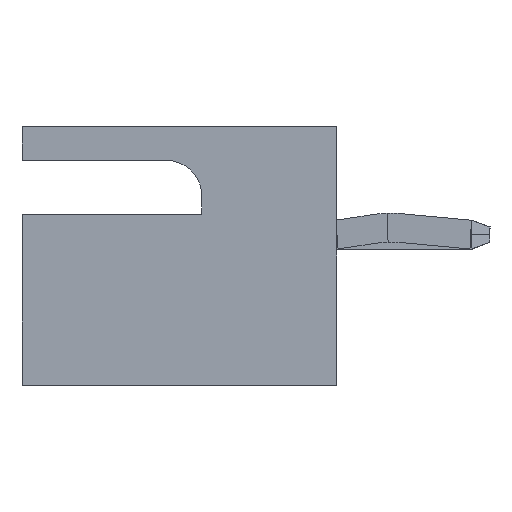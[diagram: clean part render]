
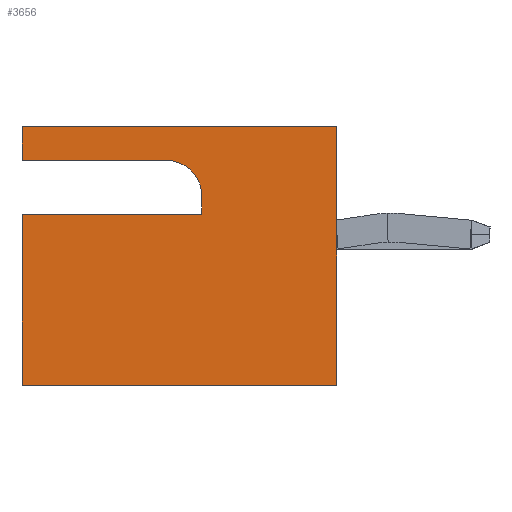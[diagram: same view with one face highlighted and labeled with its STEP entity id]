
A CAD part, left-side view. The second image highlights one B-rep face of the part: STEP entity #3656.
In plain terms, the highlighted planar face has unit normal (-1, 0, 0).
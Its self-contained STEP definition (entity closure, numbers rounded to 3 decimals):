
#24 = ORIENTED_EDGE ( 'NONE', *, *, #4731, .T. ) ;
#59 = CARTESIAN_POINT ( 'NONE',  ( -18.75, 7., 2.875 ) ) ;
#137 = CARTESIAN_POINT ( 'NONE',  ( -18.75, 0., 2.875 ) ) ;
#409 = LINE ( 'NONE', #4307, #6079 ) ;
#477 = EDGE_CURVE ( 'NONE', #6278, #4215, #2477, .T. ) ;
#509 = ORIENTED_EDGE ( 'NONE', *, *, #591, .T. ) ;
#525 = ORIENTED_EDGE ( 'NONE', *, *, #2944, .T. ) ;
#591 = EDGE_CURVE ( 'NONE', #7639, #4451, #3267, .T. ) ;
#652 = CARTESIAN_POINT ( 'NONE',  ( -18.75, 7., -2.875 ) ) ;
#715 = VERTEX_POINT ( 'NONE', #137 ) ;
#925 = CIRCLE ( 'NONE', #5562, 0.8 ) ;
#1012 = CARTESIAN_POINT ( 'NONE',  ( -18.75, 0., -2.875 ) ) ;
#1035 = CARTESIAN_POINT ( 'NONE',  ( -18.75, 7., 2.875 ) ) ;
#1045 = CARTESIAN_POINT ( 'NONE',  ( -18.75, 7., 0.925 ) ) ;
#1060 = EDGE_CURVE ( 'NONE', #4451, #715, #3649, .T. ) ;
#1077 = DIRECTION ( 'NONE',  ( 0., 0., -1. ) ) ;
#1180 = DIRECTION ( 'NONE',  ( 0., 1., 0. ) ) ;
#1187 = VERTEX_POINT ( 'NONE', #1045 ) ;
#1356 = VECTOR ( 'NONE', #4998, 1000. ) ;
#1398 = CARTESIAN_POINT ( 'NONE',  ( -18.75, 3., 1.325 ) ) ;
#1502 = ORIENTED_EDGE ( 'NONE', *, *, #6530, .T. ) ;
#1655 = EDGE_LOOP ( 'NONE', ( #6869, #1502, #24, #2998, #525, #2143, #509, #6936, #8166 ) ) ;
#1747 = CARTESIAN_POINT ( 'NONE',  ( -18.75, 7., -2.875 ) ) ;
#1787 = DIRECTION ( 'NONE',  ( 1., 0., 0. ) ) ;
#1805 = CARTESIAN_POINT ( 'NONE',  ( -18.75, 7., 0.925 ) ) ;
#1899 = DIRECTION ( 'NONE',  ( 0., 0., -1. ) ) ;
#1974 = VERTEX_POINT ( 'NONE', #2884 ) ;
#2005 = VECTOR ( 'NONE', #2951, 1000. ) ;
#2135 = VECTOR ( 'NONE', #1180, 1000. ) ;
#2143 = ORIENTED_EDGE ( 'NONE', *, *, #5653, .F. ) ;
#2182 = DIRECTION ( 'NONE',  ( 0., -1., 0. ) ) ;
#2477 = LINE ( 'NONE', #3801, #1356 ) ;
#2873 = LINE ( 'NONE', #1035, #2005 ) ;
#2884 = CARTESIAN_POINT ( 'NONE',  ( -18.75, 3., 0.925 ) ) ;
#2944 = EDGE_CURVE ( 'NONE', #1974, #1187, #6815, .T. ) ;
#2951 = DIRECTION ( 'NONE',  ( 0., -1., 0. ) ) ;
#2998 = ORIENTED_EDGE ( 'NONE', *, *, #3662, .T. ) ;
#3032 = DIRECTION ( 'NONE',  ( 0., 0., -1. ) ) ;
#3183 = DIRECTION ( 'NONE',  ( 0., 0., 1. ) ) ;
#3267 = LINE ( 'NONE', #5148, #7948 ) ;
#3523 = CARTESIAN_POINT ( 'NONE',  ( -18.75, 7., 2.125 ) ) ;
#3608 = AXIS2_PLACEMENT_3D ( 'NONE', #1747, #1787, #1077 ) ;
#3649 = LINE ( 'NONE', #6222, #3869 ) ;
#3656 = ADVANCED_FACE ( 'NONE', ( #8107 ), #6755, .F. ) ;
#3662 = EDGE_CURVE ( 'NONE', #5640, #1974, #409, .T. ) ;
#3732 = LINE ( 'NONE', #5770, #8136 ) ;
#3801 = CARTESIAN_POINT ( 'NONE',  ( -18.75, 7., -2.875 ) ) ;
#3869 = VECTOR ( 'NONE', #4964, 1000. ) ;
#4215 = VERTEX_POINT ( 'NONE', #59 ) ;
#4307 = CARTESIAN_POINT ( 'NONE',  ( -18.75, 3., 1.325 ) ) ;
#4451 = VERTEX_POINT ( 'NONE', #1012 ) ;
#4731 = EDGE_CURVE ( 'NONE', #7397, #5640, #925, .T. ) ;
#4964 = DIRECTION ( 'NONE',  ( 0., 0., 1. ) ) ;
#4998 = DIRECTION ( 'NONE',  ( 0., 0., 1. ) ) ;
#5148 = CARTESIAN_POINT ( 'NONE',  ( -18.75, 7., -2.875 ) ) ;
#5155 = DIRECTION ( 'NONE',  ( 0., -1., 0. ) ) ;
#5562 = AXIS2_PLACEMENT_3D ( 'NONE', #6344, #5741, #1899 ) ;
#5640 = VERTEX_POINT ( 'NONE', #1398 ) ;
#5653 = EDGE_CURVE ( 'NONE', #7639, #1187, #6311, .T. ) ;
#5741 = DIRECTION ( 'NONE',  ( 1., 0., 0. ) ) ;
#5770 = CARTESIAN_POINT ( 'NONE',  ( -18.75, 7., 2.125 ) ) ;
#6079 = VECTOR ( 'NONE', #3032, 1000. ) ;
#6222 = CARTESIAN_POINT ( 'NONE',  ( -18.75, 0., -2.875 ) ) ;
#6278 = VERTEX_POINT ( 'NONE', #3523 ) ;
#6311 = LINE ( 'NONE', #652, #7500 ) ;
#6344 = CARTESIAN_POINT ( 'NONE',  ( -18.75, 3.8, 1.325 ) ) ;
#6530 = EDGE_CURVE ( 'NONE', #6278, #7397, #3732, .T. ) ;
#6755 = PLANE ( 'NONE',  #3608 ) ;
#6815 = LINE ( 'NONE', #1805, #2135 ) ;
#6829 = CARTESIAN_POINT ( 'NONE',  ( -18.75, 3.8, 2.125 ) ) ;
#6869 = ORIENTED_EDGE ( 'NONE', *, *, #477, .F. ) ;
#6895 = EDGE_CURVE ( 'NONE', #4215, #715, #2873, .T. ) ;
#6936 = ORIENTED_EDGE ( 'NONE', *, *, #1060, .T. ) ;
#7046 = CARTESIAN_POINT ( 'NONE',  ( -18.75, 7., -2.875 ) ) ;
#7397 = VERTEX_POINT ( 'NONE', #6829 ) ;
#7500 = VECTOR ( 'NONE', #3183, 1000. ) ;
#7639 = VERTEX_POINT ( 'NONE', #7046 ) ;
#7948 = VECTOR ( 'NONE', #2182, 1000. ) ;
#8107 = FACE_OUTER_BOUND ( 'NONE', #1655, .T. ) ;
#8136 = VECTOR ( 'NONE', #5155, 1000. ) ;
#8166 = ORIENTED_EDGE ( 'NONE', *, *, #6895, .F. ) ;
